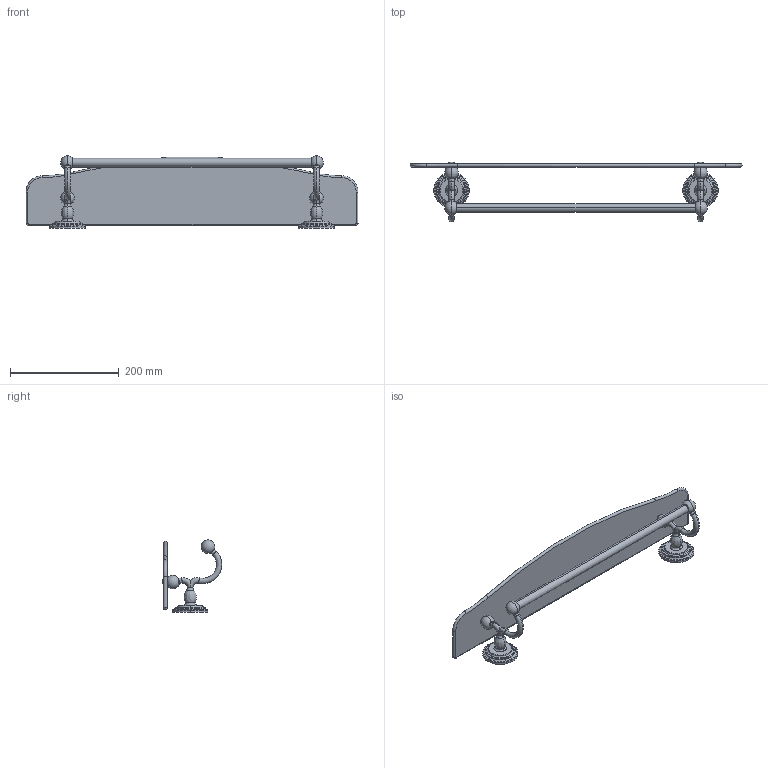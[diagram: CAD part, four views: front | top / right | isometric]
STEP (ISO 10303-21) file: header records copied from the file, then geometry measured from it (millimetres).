
FILE_DESCRIPTION((''),'2;1');
FILE_NAME('1119T-24','2021-08-12T12:03:38',('Jinson'),(''),'CREO PARAMETRIC BY PTC INC, 2018400','CREO PARAMETRIC BY PTC INC, 2018400','');
FILE_SCHEMA(('CONFIG_CONTROL_DESIGN'));
Length unit declared in the file: inch
Products named in the file (1): 1119T-24
Bounding box: 609.6 x 109.31 x 132.52 mm (x, y, z)
Volume: 643210.1 mm3; surface area: 195839.8 mm2
Topology: 1 solids, 1 shells, 128 faces, 280 edges, 164 vertices
Faces by surface type: torus 53, cylinder 39, plane 18, sphere 12, bspline 6
Entity records: 3982 total; most frequent: CARTESIAN_POINT 1043, DIRECTION 710, ORIENTED_EDGE 552, AXIS2_PLACEMENT_3D 335, EDGE_CURVE 276, CIRCLE 213, VERTEX_POINT 164, EDGE_LOOP 144
